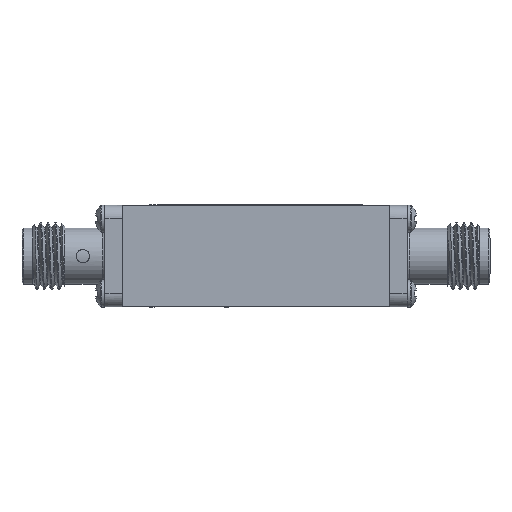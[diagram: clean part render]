
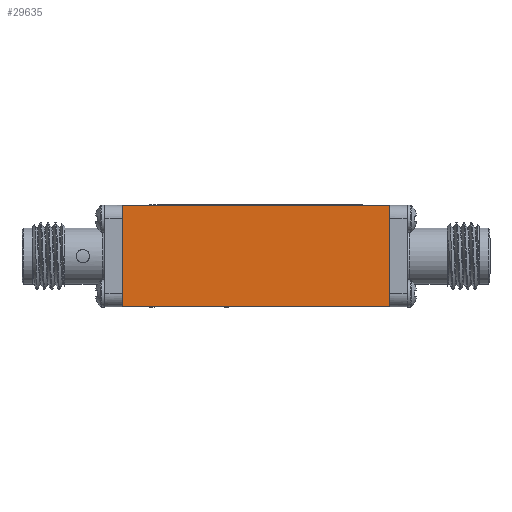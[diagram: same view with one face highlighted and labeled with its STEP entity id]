
A CAD part, front view. The second image highlights one B-rep face of the part: STEP entity #29635.
In plain terms, the highlighted planar face has unit normal (0, -1, 0).
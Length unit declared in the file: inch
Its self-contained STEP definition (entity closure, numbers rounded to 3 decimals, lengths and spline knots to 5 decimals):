
#551 = CARTESIAN_POINT ( 'NONE',  ( 0.5, -0.25, 0.19 ) ) ;
#1379 = EDGE_CURVE ( 'NONE', #2489, #14350, #12811, .T. ) ;
#2489 = VERTEX_POINT ( 'NONE', #51861 ) ;
#4006 = VECTOR ( 'NONE', #44339, 39.37008 ) ;
#4801 = ORIENTED_EDGE ( 'NONE', *, *, #1379, .T. ) ;
#4872 = CARTESIAN_POINT ( 'NONE',  ( -0.5, -0.25, 0.19 ) ) ;
#5223 = ORIENTED_EDGE ( 'NONE', *, *, #36116, .F. ) ;
#6817 = PLANE ( 'NONE',  #7939 ) ;
#7939 = AXIS2_PLACEMENT_3D ( 'NONE', #36848, #49202, #42787 ) ;
#8469 = VERTEX_POINT ( 'NONE', #551 ) ;
#10114 = CARTESIAN_POINT ( 'NONE',  ( -0.5, -0.25, 0.19 ) ) ;
#12811 = LINE ( 'NONE', #40392, #4006 ) ;
#14350 = VERTEX_POINT ( 'NONE', #22068 ) ;
#15135 = ORIENTED_EDGE ( 'NONE', *, *, #49086, .T. ) ;
#15529 = VECTOR ( 'NONE', #38355, 39.37008 ) ;
#15858 = DIRECTION ( 'NONE',  ( 0., 0., -1. ) ) ;
#17670 = FACE_OUTER_BOUND ( 'NONE', #42111, .T. ) ;
#18140 = CARTESIAN_POINT ( 'NONE',  ( 0.5, -0.25, 0.19 ) ) ;
#22068 = CARTESIAN_POINT ( 'NONE',  ( 0.5, -0.25, -0.19 ) ) ;
#22706 = LINE ( 'NONE', #10114, #41891 ) ;
#27664 = CARTESIAN_POINT ( 'NONE',  ( -0.5, -0.25, 0.19 ) ) ;
#28568 = VECTOR ( 'NONE', #15858, 39.37008 ) ;
#29635 = ADVANCED_FACE ( 'NONE', ( #17670 ), #6817, .F. ) ;
#30731 = LINE ( 'NONE', #18140, #15529 ) ;
#30871 = EDGE_CURVE ( 'NONE', #8469, #14350, #30731, .T. ) ;
#36116 = EDGE_CURVE ( 'NONE', #47637, #8469, #22706, .T. ) ;
#36848 = CARTESIAN_POINT ( 'NONE',  ( -0.5, -0.25, 0.19 ) ) ;
#38355 = DIRECTION ( 'NONE',  ( 0., 0., -1. ) ) ;
#39033 = ORIENTED_EDGE ( 'NONE', *, *, #30871, .F. ) ;
#40392 = CARTESIAN_POINT ( 'NONE',  ( -0.5, -0.25, -0.19 ) ) ;
#41891 = VECTOR ( 'NONE', #50301, 39.37008 ) ;
#42111 = EDGE_LOOP ( 'NONE', ( #4801, #39033, #5223, #15135 ) ) ;
#42787 = DIRECTION ( 'NONE',  ( 1., 0., 0. ) ) ;
#44339 = DIRECTION ( 'NONE',  ( 1., 0., 0. ) ) ;
#47637 = VERTEX_POINT ( 'NONE', #4872 ) ;
#47643 = LINE ( 'NONE', #27664, #28568 ) ;
#49086 = EDGE_CURVE ( 'NONE', #47637, #2489, #47643, .T. ) ;
#49202 = DIRECTION ( 'NONE',  ( 0., 1., 0. ) ) ;
#50301 = DIRECTION ( 'NONE',  ( 1., 0., 0. ) ) ;
#51861 = CARTESIAN_POINT ( 'NONE',  ( -0.5, -0.25, -0.19 ) ) ;
